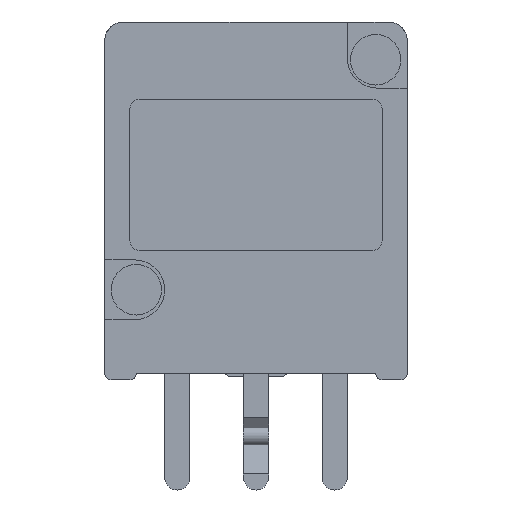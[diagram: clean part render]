
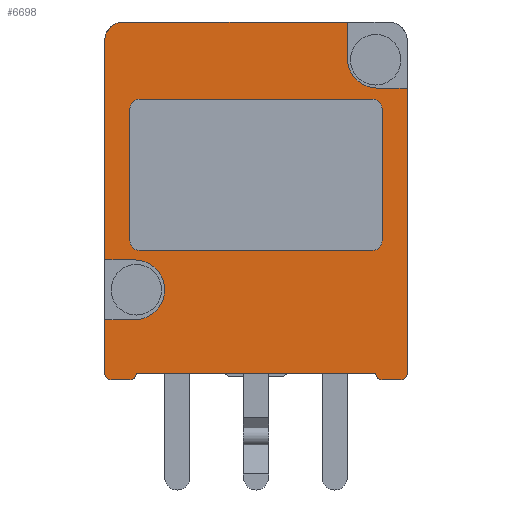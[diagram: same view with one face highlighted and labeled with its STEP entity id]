
A CAD part, left-side view. The second image highlights one B-rep face of the part: STEP entity #6698.
In plain terms, the highlighted planar face has unit normal (-1, 0, 0).
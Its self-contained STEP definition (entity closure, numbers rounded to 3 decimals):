
#6162 = VERTEX_POINT('',#6163);
#6163 = CARTESIAN_POINT('',(-2.,-0.4,11.35));
#6195 = VERTEX_POINT('',#6196);
#6196 = CARTESIAN_POINT('',(-2.,6.7,11.35));
#6202 = EDGE_CURVE('',#6195,#6162,#6203,.T.);
#6203 = LINE('',#6204,#6205);
#6204 = CARTESIAN_POINT('',(-2.,6.7,11.35));
#6205 = VECTOR('',#6206,1.);
#6206 = DIRECTION('',(0.,-1.,0.));
#6382 = VERTEX_POINT('',#6383);
#6383 = CARTESIAN_POINT('',(-2.,-2.3,9.25));
#6389 = EDGE_CURVE('',#6382,#6390,#6392,.T.);
#6390 = VERTEX_POINT('',#6391);
#6391 = CARTESIAN_POINT('',(-2.,-2.3,0.2));
#6392 = LINE('',#6393,#6394);
#6393 = CARTESIAN_POINT('',(-2.,-2.3,9.25));
#6394 = VECTOR('',#6395,1.);
#6395 = DIRECTION('',(0.,0.,-1.));
#6493 = VERTEX_POINT('',#6494);
#6494 = CARTESIAN_POINT('',(-2.,7.3,3.8));
#6500 = EDGE_CURVE('',#6493,#6501,#6503,.T.);
#6501 = VERTEX_POINT('',#6502);
#6502 = CARTESIAN_POINT('',(-2.,7.3,10.75));
#6503 = LINE('',#6504,#6505);
#6504 = CARTESIAN_POINT('',(-2.,7.3,3.8));
#6505 = VECTOR('',#6506,1.);
#6506 = DIRECTION('',(0.,0.,1.));
#6588 = VERTEX_POINT('',#6589);
#6589 = CARTESIAN_POINT('',(-2.,7.3,0.2));
#6595 = EDGE_CURVE('',#6588,#6596,#6598,.T.);
#6596 = VERTEX_POINT('',#6597);
#6597 = CARTESIAN_POINT('',(-2.,7.3,1.9));
#6598 = LINE('',#6599,#6600);
#6599 = CARTESIAN_POINT('',(-2.,7.3,0.2));
#6600 = VECTOR('',#6601,1.);
#6601 = DIRECTION('',(0.,0.,1.));
#6678 = EDGE_CURVE('',#6493,#6679,#6681,.T.);
#6679 = VERTEX_POINT('',#6680);
#6680 = CARTESIAN_POINT('',(-2.,6.35,3.8));
#6681 = LINE('',#6682,#6683);
#6682 = CARTESIAN_POINT('',(-2.,7.3,3.8));
#6683 = VECTOR('',#6684,1.);
#6684 = DIRECTION('',(0.,-1.,0.));
#6698 = ADVANCED_FACE('',(#6699,#6818),#6888,.F.);
#6699 = FACE_BOUND('',#6700,.F.);
#6700 = EDGE_LOOP('',(#6701,#6709,#6718,#6724,#6725,#6734,#6742,#6751,
    #6759,#6768,#6776,#6783,#6784,#6792,#6801,#6808,#6809,#6810,#6817));
#6701 = ORIENTED_EDGE('',*,*,#6702,.T.);
#6702 = EDGE_CURVE('',#6162,#6703,#6705,.T.);
#6703 = VERTEX_POINT('',#6704);
#6704 = CARTESIAN_POINT('',(-2.,-0.4,10.2));
#6705 = LINE('',#6706,#6707);
#6706 = CARTESIAN_POINT('',(-2.,-0.4,11.35));
#6707 = VECTOR('',#6708,1.);
#6708 = DIRECTION('',(0.,0.,-1.));
#6709 = ORIENTED_EDGE('',*,*,#6710,.T.);
#6710 = EDGE_CURVE('',#6703,#6711,#6713,.T.);
#6711 = VERTEX_POINT('',#6712);
#6712 = CARTESIAN_POINT('',(-2.,-1.35,9.25));
#6713 = CIRCLE('',#6714,0.95);
#6714 = AXIS2_PLACEMENT_3D('',#6715,#6716,#6717);
#6715 = CARTESIAN_POINT('',(-2.,-1.35,10.2));
#6716 = DIRECTION('',(-1.,0.,0.));
#6717 = DIRECTION('',(0.,1.,0.));
#6718 = ORIENTED_EDGE('',*,*,#6719,.F.);
#6719 = EDGE_CURVE('',#6382,#6711,#6720,.T.);
#6720 = LINE('',#6721,#6722);
#6721 = CARTESIAN_POINT('',(-2.,-2.3,9.25));
#6722 = VECTOR('',#6723,1.);
#6723 = DIRECTION('',(0.,1.,0.));
#6724 = ORIENTED_EDGE('',*,*,#6389,.T.);
#6725 = ORIENTED_EDGE('',*,*,#6726,.T.);
#6726 = EDGE_CURVE('',#6390,#6727,#6729,.T.);
#6727 = VERTEX_POINT('',#6728);
#6728 = CARTESIAN_POINT('',(-2.,-2.1,0.));
#6729 = CIRCLE('',#6730,0.2);
#6730 = AXIS2_PLACEMENT_3D('',#6731,#6732,#6733);
#6731 = CARTESIAN_POINT('',(-2.,-2.1,0.2));
#6732 = DIRECTION('',(1.,0.,0.));
#6733 = DIRECTION('',(0.,-1.,0.));
#6734 = ORIENTED_EDGE('',*,*,#6735,.T.);
#6735 = EDGE_CURVE('',#6727,#6736,#6738,.T.);
#6736 = VERTEX_POINT('',#6737);
#6737 = CARTESIAN_POINT('',(-2.,-1.5,0.));
#6738 = LINE('',#6739,#6740);
#6739 = CARTESIAN_POINT('',(-2.,-2.1,0.));
#6740 = VECTOR('',#6741,1.);
#6741 = DIRECTION('',(0.,1.,0.));
#6742 = ORIENTED_EDGE('',*,*,#6743,.T.);
#6743 = EDGE_CURVE('',#6736,#6744,#6746,.T.);
#6744 = VERTEX_POINT('',#6745);
#6745 = CARTESIAN_POINT('',(-2.,-1.3,0.2));
#6746 = CIRCLE('',#6747,0.2);
#6747 = AXIS2_PLACEMENT_3D('',#6748,#6749,#6750);
#6748 = CARTESIAN_POINT('',(-2.,-1.5,0.2));
#6749 = DIRECTION('',(1.,-0.,0.));
#6750 = DIRECTION('',(0.,0.,-1.));
#6751 = ORIENTED_EDGE('',*,*,#6752,.T.);
#6752 = EDGE_CURVE('',#6744,#6753,#6755,.T.);
#6753 = VERTEX_POINT('',#6754);
#6754 = CARTESIAN_POINT('',(-2.,6.3,0.2));
#6755 = LINE('',#6756,#6757);
#6756 = CARTESIAN_POINT('',(-2.,-1.3,0.2));
#6757 = VECTOR('',#6758,1.);
#6758 = DIRECTION('',(0.,1.,0.));
#6759 = ORIENTED_EDGE('',*,*,#6760,.T.);
#6760 = EDGE_CURVE('',#6753,#6761,#6763,.T.);
#6761 = VERTEX_POINT('',#6762);
#6762 = CARTESIAN_POINT('',(-2.,6.5,0.));
#6763 = CIRCLE('',#6764,0.2);
#6764 = AXIS2_PLACEMENT_3D('',#6765,#6766,#6767);
#6765 = CARTESIAN_POINT('',(-2.,6.5,0.2));
#6766 = DIRECTION('',(1.,0.,0.));
#6767 = DIRECTION('',(0.,-1.,0.));
#6768 = ORIENTED_EDGE('',*,*,#6769,.T.);
#6769 = EDGE_CURVE('',#6761,#6770,#6772,.T.);
#6770 = VERTEX_POINT('',#6771);
#6771 = CARTESIAN_POINT('',(-2.,7.1,0.));
#6772 = LINE('',#6773,#6774);
#6773 = CARTESIAN_POINT('',(-2.,6.5,0.));
#6774 = VECTOR('',#6775,1.);
#6775 = DIRECTION('',(0.,1.,0.));
#6776 = ORIENTED_EDGE('',*,*,#6777,.T.);
#6777 = EDGE_CURVE('',#6770,#6588,#6778,.T.);
#6778 = CIRCLE('',#6779,0.2);
#6779 = AXIS2_PLACEMENT_3D('',#6780,#6781,#6782);
#6780 = CARTESIAN_POINT('',(-2.,7.1,0.2));
#6781 = DIRECTION('',(1.,-0.,0.));
#6782 = DIRECTION('',(0.,0.,-1.));
#6783 = ORIENTED_EDGE('',*,*,#6595,.T.);
#6784 = ORIENTED_EDGE('',*,*,#6785,.T.);
#6785 = EDGE_CURVE('',#6596,#6786,#6788,.T.);
#6786 = VERTEX_POINT('',#6787);
#6787 = CARTESIAN_POINT('',(-2.,6.35,1.9));
#6788 = LINE('',#6789,#6790);
#6789 = CARTESIAN_POINT('',(-2.,7.3,1.9));
#6790 = VECTOR('',#6791,1.);
#6791 = DIRECTION('',(0.,-1.,0.));
#6792 = ORIENTED_EDGE('',*,*,#6793,.T.);
#6793 = EDGE_CURVE('',#6786,#6794,#6796,.T.);
#6794 = VERTEX_POINT('',#6795);
#6795 = CARTESIAN_POINT('',(-2.,5.4,2.85));
#6796 = CIRCLE('',#6797,0.95);
#6797 = AXIS2_PLACEMENT_3D('',#6798,#6799,#6800);
#6798 = CARTESIAN_POINT('',(-2.,6.35,2.85));
#6799 = DIRECTION('',(-1.,0.,-0.));
#6800 = DIRECTION('',(0.,0.,-1.));
#6801 = ORIENTED_EDGE('',*,*,#6802,.T.);
#6802 = EDGE_CURVE('',#6794,#6679,#6803,.T.);
#6803 = CIRCLE('',#6804,0.95);
#6804 = AXIS2_PLACEMENT_3D('',#6805,#6806,#6807);
#6805 = CARTESIAN_POINT('',(-2.,6.35,2.85));
#6806 = DIRECTION('',(-1.,-0.,0.));
#6807 = DIRECTION('',(0.,-1.,0.));
#6808 = ORIENTED_EDGE('',*,*,#6678,.F.);
#6809 = ORIENTED_EDGE('',*,*,#6500,.T.);
#6810 = ORIENTED_EDGE('',*,*,#6811,.T.);
#6811 = EDGE_CURVE('',#6501,#6195,#6812,.T.);
#6812 = CIRCLE('',#6813,0.6);
#6813 = AXIS2_PLACEMENT_3D('',#6814,#6815,#6816);
#6814 = CARTESIAN_POINT('',(-2.,6.7,10.75));
#6815 = DIRECTION('',(1.,0.,-0.));
#6816 = DIRECTION('',(0.,1.,0.));
#6817 = ORIENTED_EDGE('',*,*,#6202,.T.);
#6818 = FACE_BOUND('',#6819,.F.);
#6819 = EDGE_LOOP('',(#6820,#6831,#6839,#6848,#6856,#6865,#6873,#6882));
#6820 = ORIENTED_EDGE('',*,*,#6821,.T.);
#6821 = EDGE_CURVE('',#6822,#6824,#6826,.T.);
#6822 = VERTEX_POINT('',#6823);
#6823 = CARTESIAN_POINT('',(-2.,6.2,8.9));
#6824 = VERTEX_POINT('',#6825);
#6825 = CARTESIAN_POINT('',(-2.,6.5,8.6));
#6826 = CIRCLE('',#6827,0.3);
#6827 = AXIS2_PLACEMENT_3D('',#6828,#6829,#6830);
#6828 = CARTESIAN_POINT('',(-2.,6.2,8.6));
#6829 = DIRECTION('',(-1.,0.,0.));
#6830 = DIRECTION('',(0.,0.,1.));
#6831 = ORIENTED_EDGE('',*,*,#6832,.T.);
#6832 = EDGE_CURVE('',#6824,#6833,#6835,.T.);
#6833 = VERTEX_POINT('',#6834);
#6834 = CARTESIAN_POINT('',(-2.,6.5,4.4));
#6835 = LINE('',#6836,#6837);
#6836 = CARTESIAN_POINT('',(-2.,6.5,8.6));
#6837 = VECTOR('',#6838,1.);
#6838 = DIRECTION('',(0.,0.,-1.));
#6839 = ORIENTED_EDGE('',*,*,#6840,.T.);
#6840 = EDGE_CURVE('',#6833,#6841,#6843,.T.);
#6841 = VERTEX_POINT('',#6842);
#6842 = CARTESIAN_POINT('',(-2.,6.2,4.1));
#6843 = CIRCLE('',#6844,0.3);
#6844 = AXIS2_PLACEMENT_3D('',#6845,#6846,#6847);
#6845 = CARTESIAN_POINT('',(-2.,6.2,4.4));
#6846 = DIRECTION('',(-1.,0.,0.));
#6847 = DIRECTION('',(0.,1.,0.));
#6848 = ORIENTED_EDGE('',*,*,#6849,.T.);
#6849 = EDGE_CURVE('',#6841,#6850,#6852,.T.);
#6850 = VERTEX_POINT('',#6851);
#6851 = CARTESIAN_POINT('',(-2.,-1.2,4.1));
#6852 = LINE('',#6853,#6854);
#6853 = CARTESIAN_POINT('',(-2.,6.2,4.1));
#6854 = VECTOR('',#6855,1.);
#6855 = DIRECTION('',(0.,-1.,0.));
#6856 = ORIENTED_EDGE('',*,*,#6857,.T.);
#6857 = EDGE_CURVE('',#6850,#6858,#6860,.T.);
#6858 = VERTEX_POINT('',#6859);
#6859 = CARTESIAN_POINT('',(-2.,-1.5,4.4));
#6860 = CIRCLE('',#6861,0.3);
#6861 = AXIS2_PLACEMENT_3D('',#6862,#6863,#6864);
#6862 = CARTESIAN_POINT('',(-2.,-1.2,4.4));
#6863 = DIRECTION('',(-1.,0.,-0.));
#6864 = DIRECTION('',(0.,0.,-1.));
#6865 = ORIENTED_EDGE('',*,*,#6866,.T.);
#6866 = EDGE_CURVE('',#6858,#6867,#6869,.T.);
#6867 = VERTEX_POINT('',#6868);
#6868 = CARTESIAN_POINT('',(-2.,-1.5,8.6));
#6869 = LINE('',#6870,#6871);
#6870 = CARTESIAN_POINT('',(-2.,-1.5,4.4));
#6871 = VECTOR('',#6872,1.);
#6872 = DIRECTION('',(0.,0.,1.));
#6873 = ORIENTED_EDGE('',*,*,#6874,.T.);
#6874 = EDGE_CURVE('',#6867,#6875,#6877,.T.);
#6875 = VERTEX_POINT('',#6876);
#6876 = CARTESIAN_POINT('',(-2.,-1.2,8.9));
#6877 = CIRCLE('',#6878,0.3);
#6878 = AXIS2_PLACEMENT_3D('',#6879,#6880,#6881);
#6879 = CARTESIAN_POINT('',(-2.,-1.2,8.6));
#6880 = DIRECTION('',(-1.,-0.,0.));
#6881 = DIRECTION('',(0.,-1.,0.));
#6882 = ORIENTED_EDGE('',*,*,#6883,.T.);
#6883 = EDGE_CURVE('',#6875,#6822,#6884,.T.);
#6884 = LINE('',#6885,#6886);
#6885 = CARTESIAN_POINT('',(-2.,-1.2,8.9));
#6886 = VECTOR('',#6887,1.);
#6887 = DIRECTION('',(0.,1.,0.));
#6888 = PLANE('',#6889);
#6889 = AXIS2_PLACEMENT_3D('',#6890,#6891,#6892);
#6890 = CARTESIAN_POINT('',(-2.,2.5,6.5));
#6891 = DIRECTION('',(1.,0.,0.));
#6892 = DIRECTION('',(0.,0.,-1.));
